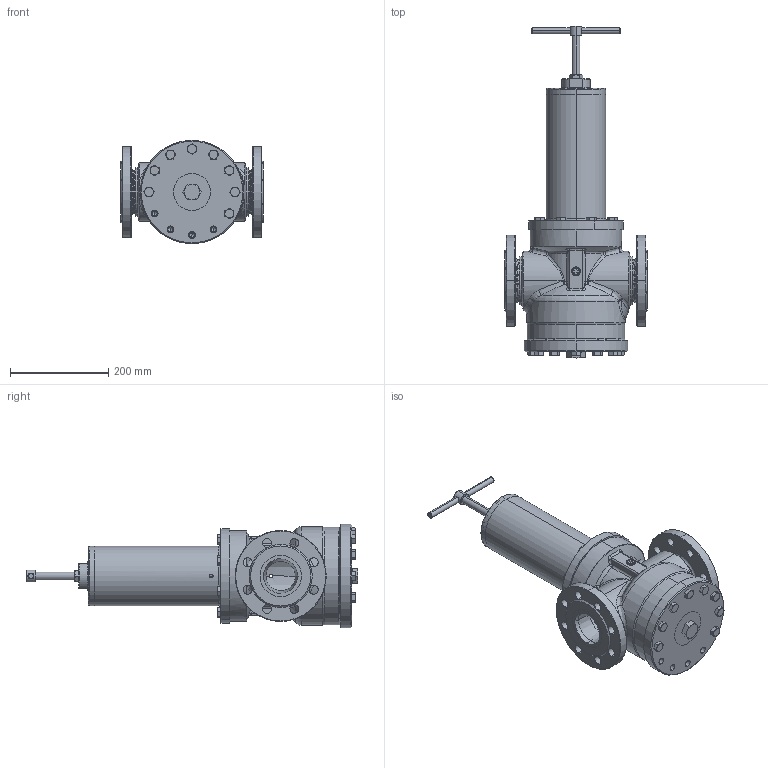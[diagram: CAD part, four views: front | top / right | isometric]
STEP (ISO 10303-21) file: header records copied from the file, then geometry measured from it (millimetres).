
FILE_DESCRIPTION (( 'STEP AP203' ), '1' );
FILE_NAME ('Typ_71-BG_IV-D065I-D065I.STEP', '2021-10-25T07:01:59', ( '' ), ( '' ), 'SwSTEP 2.0', 'SolidWorks 2016', '' );
FILE_SCHEMA (( 'CONFIG_CONTROL_DESIGN' ));
Length unit declared in the file: millimetre
Products named in the file (1): Typ_71-BG_IV-D065I-D065I
Bounding box: 290 x 674.4 x 210 mm (x, y, z)
Volume: 5253216.6 mm3; surface area: 959250.8 mm2
Topology: 29 solids, 29 shells, 1054 faces, 2488 edges, 1472 vertices
Faces by surface type: cone 379, cylinder 284, plane 247, torus 77, bspline 65, sphere 2
Entity records: 37177 total; most frequent: CARTESIAN_POINT 13407, DIRECTION 5035, ORIENTED_EDGE 4884, EDGE_CURVE 2442, AXIS2_PLACEMENT_3D 2118, VERTEX_POINT 1472, EDGE_LOOP 1200, CIRCLE 1128
